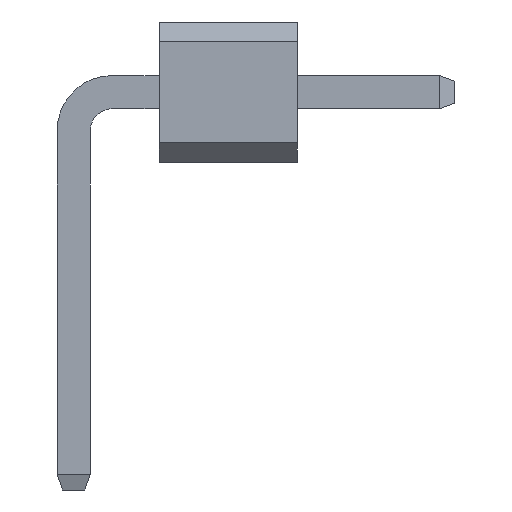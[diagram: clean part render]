
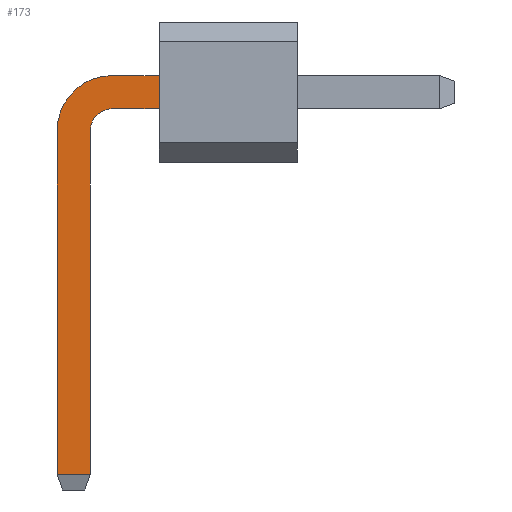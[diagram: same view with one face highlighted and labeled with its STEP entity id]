
A CAD part, left-side view. The second image highlights one B-rep face of the part: STEP entity #173.
In plain terms, the highlighted planar face has unit normal (-1, 0, 0).
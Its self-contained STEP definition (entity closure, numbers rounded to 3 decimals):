
#48=AXIS2_PLACEMENT_3D('Circle Axis2P3D',#46,#47,$) ;
#121=AXIS2_PLACEMENT_3D('Plane Axis2P3D',#118,#119,#120) ;
#139=AXIS2_PLACEMENT_3D('Circle Axis2P3D',#137,#138,$) ;
#41=CARTESIAN_POINT('Vertex',(-18.08,2.6,-0.3)) ;
#46=CARTESIAN_POINT('Axis2P3D Location',(-18.08,2.6,-0.7)) ;
#50=CARTESIAN_POINT('Vertex',(-18.08,3.,-0.7)) ;
#91=CARTESIAN_POINT('Vertex',(-18.08,1.75,-0.3)) ;
#94=CARTESIAN_POINT('Line Origine',(-18.08,2.175,-0.3)) ;
#118=CARTESIAN_POINT('Axis2P3D Location',(-18.08,0.,0.)) ;
#123=CARTESIAN_POINT('Line Origine',(-18.08,1.75,0.)) ;
#127=CARTESIAN_POINT('Vertex',(-18.08,1.75,0.3)) ;
#130=CARTESIAN_POINT('Line Origine',(-18.08,2.175,0.3)) ;
#134=CARTESIAN_POINT('Vertex',(-18.08,2.6,0.3)) ;
#137=CARTESIAN_POINT('Axis2P3D Location',(-18.08,2.6,-0.7)) ;
#141=CARTESIAN_POINT('Vertex',(-18.08,3.6,-0.7)) ;
#144=CARTESIAN_POINT('Line Origine',(-18.08,3.6,-3.813)) ;
#148=CARTESIAN_POINT('Vertex',(-18.08,3.6,-6.925)) ;
#151=CARTESIAN_POINT('Line Origine',(-18.08,3.3,-6.925)) ;
#155=CARTESIAN_POINT('Vertex',(-18.08,3.,-6.925)) ;
#158=CARTESIAN_POINT('Line Origine',(-18.08,3.,-3.813)) ;
#47=DIRECTION('Axis2P3D Direction',(1.,0.,0.)) ;
#95=DIRECTION('Vector Direction',(0.,-1.,0.)) ;
#119=DIRECTION('Axis2P3D Direction',(1.,0.,0.)) ;
#120=DIRECTION('Axis2P3D XDirection',(0.,1.,0.)) ;
#124=DIRECTION('Vector Direction',(0.,0.,-1.)) ;
#131=DIRECTION('Vector Direction',(0.,1.,0.)) ;
#138=DIRECTION('Axis2P3D Direction',(1.,0.,0.)) ;
#145=DIRECTION('Vector Direction',(0.,0.,-1.)) ;
#152=DIRECTION('Vector Direction',(0.,1.,0.)) ;
#159=DIRECTION('Vector Direction',(0.,0.,1.)) ;
#96=VECTOR('Line Direction',#95,1.) ;
#125=VECTOR('Line Direction',#124,1.) ;
#132=VECTOR('Line Direction',#131,1.) ;
#146=VECTOR('Line Direction',#145,1.) ;
#153=VECTOR('Line Direction',#152,1.) ;
#160=VECTOR('Line Direction',#159,1.) ;
#164=ORIENTED_EDGE('',*,*,#129,.F.) ;
#165=ORIENTED_EDGE('',*,*,#136,.F.) ;
#166=ORIENTED_EDGE('',*,*,#143,.F.) ;
#167=ORIENTED_EDGE('',*,*,#150,.F.) ;
#168=ORIENTED_EDGE('',*,*,#157,.T.) ;
#169=ORIENTED_EDGE('',*,*,#162,.F.) ;
#170=ORIENTED_EDGE('',*,*,#52,.F.) ;
#171=ORIENTED_EDGE('',*,*,#98,.F.) ;
#173=ADVANCED_FACE('PartBody',(#172),#122,.F.) ;
#49=CIRCLE('generated circle',#48,0.4) ;
#140=CIRCLE('generated circle',#139,1.) ;
#52=EDGE_CURVE('',#42,#51,#49,.F.) ;
#98=EDGE_CURVE('',#92,#42,#97,.F.) ;
#129=EDGE_CURVE('',#128,#92,#126,.T.) ;
#136=EDGE_CURVE('',#135,#128,#133,.F.) ;
#143=EDGE_CURVE('',#142,#135,#140,.T.) ;
#150=EDGE_CURVE('',#149,#142,#147,.F.) ;
#157=EDGE_CURVE('',#149,#156,#154,.F.) ;
#162=EDGE_CURVE('',#51,#156,#161,.F.) ;
#163=EDGE_LOOP('',(#164,#165,#166,#167,#168,#169,#170,#171)) ;
#172=FACE_OUTER_BOUND('',#163,.T.) ;
#97=LINE('Line',#94,#96) ;
#126=LINE('Line',#123,#125) ;
#133=LINE('Line',#130,#132) ;
#147=LINE('Line',#144,#146) ;
#154=LINE('Line',#151,#153) ;
#161=LINE('Line',#158,#160) ;
#122=PLANE('Plane',#121) ;
#42=VERTEX_POINT('',#41) ;
#51=VERTEX_POINT('',#50) ;
#92=VERTEX_POINT('',#91) ;
#128=VERTEX_POINT('',#127) ;
#135=VERTEX_POINT('',#134) ;
#142=VERTEX_POINT('',#141) ;
#149=VERTEX_POINT('',#148) ;
#156=VERTEX_POINT('',#155) ;
